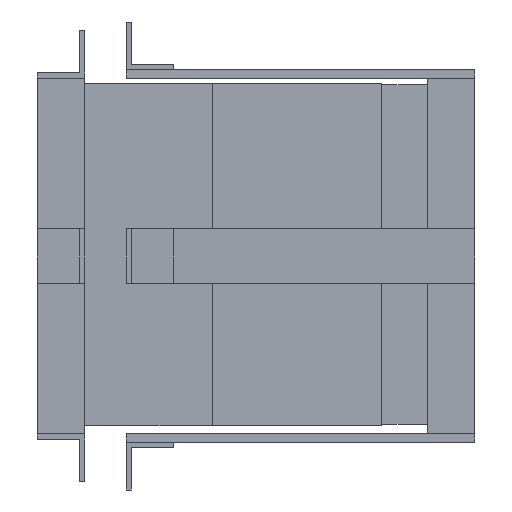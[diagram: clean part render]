
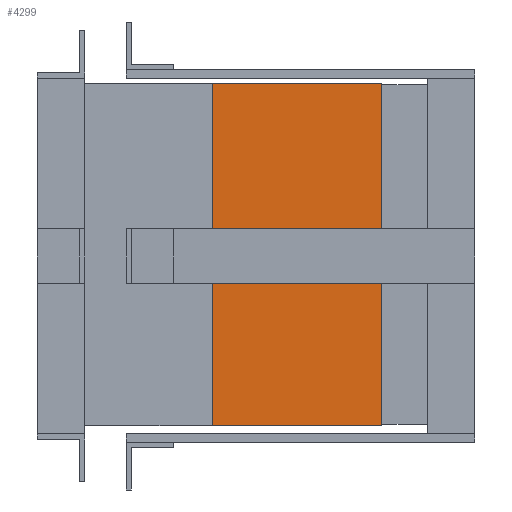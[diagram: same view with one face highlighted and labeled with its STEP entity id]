
A CAD part, left-side view. The second image highlights one B-rep face of the part: STEP entity #4299.
In plain terms, the highlighted planar face has unit normal (-1, 0, 0).
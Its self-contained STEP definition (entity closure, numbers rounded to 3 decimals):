
#206=FACE_OUTER_BOUND('',#485,.T.);
#485=EDGE_LOOP('',(#2976,#2977,#2978,#2979));
#800=LINE('',#6202,#1352);
#803=LINE('',#6208,#1355);
#806=LINE('',#6214,#1358);
#809=LINE('',#6218,#1361);
#1352=VECTOR('',#5027,10.);
#1355=VECTOR('',#5032,10.);
#1358=VECTOR('',#5037,10.);
#1361=VECTOR('',#5042,10.);
#1893=VERTEX_POINT('',#6199);
#1894=VERTEX_POINT('',#6201);
#1896=VERTEX_POINT('',#6207);
#1898=VERTEX_POINT('',#6213);
#2308=EDGE_CURVE('',#1894,#1893,#800,.T.);
#2311=EDGE_CURVE('',#1896,#1894,#803,.T.);
#2314=EDGE_CURVE('',#1898,#1896,#806,.T.);
#2317=EDGE_CURVE('',#1893,#1898,#809,.T.);
#2976=ORIENTED_EDGE('',*,*,#2317,.T.);
#2977=ORIENTED_EDGE('',*,*,#2314,.T.);
#2978=ORIENTED_EDGE('',*,*,#2311,.T.);
#2979=ORIENTED_EDGE('',*,*,#2308,.T.);
#4044=PLANE('',#4625);
#4299=ADVANCED_FACE('',(#206),#4044,.T.);
#4625=AXIS2_PLACEMENT_3D('',#6219,#5043,#5044);
#5027=DIRECTION('',(0.,0.,-1.));
#5032=DIRECTION('',(0.,1.,0.));
#5037=DIRECTION('',(0.,0.,1.));
#5042=DIRECTION('',(0.,-1.,0.));
#5043=DIRECTION('center_axis',(-1.,0.,0.));
#5044=DIRECTION('ref_axis',(0.,-1.,0.));
#6199=CARTESIAN_POINT('',(-339.,0.,126.));
#6201=CARTESIAN_POINT('',(-339.,0.,376.));
#6202=CARTESIAN_POINT('',(-339.,0.,376.));
#6207=CARTESIAN_POINT('',(-339.,-124.,376.));
#6208=CARTESIAN_POINT('',(-339.,-124.,376.));
#6213=CARTESIAN_POINT('',(-339.,-124.,126.));
#6214=CARTESIAN_POINT('',(-339.,-124.,126.));
#6218=CARTESIAN_POINT('',(-339.,0.,126.));
#6219=CARTESIAN_POINT('Origin',(-339.,-62.,251.));
